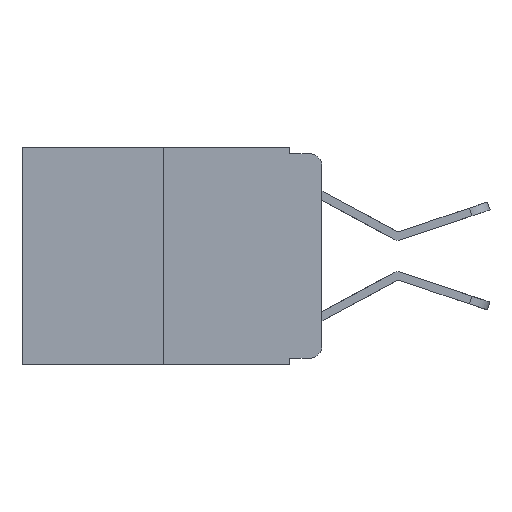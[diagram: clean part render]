
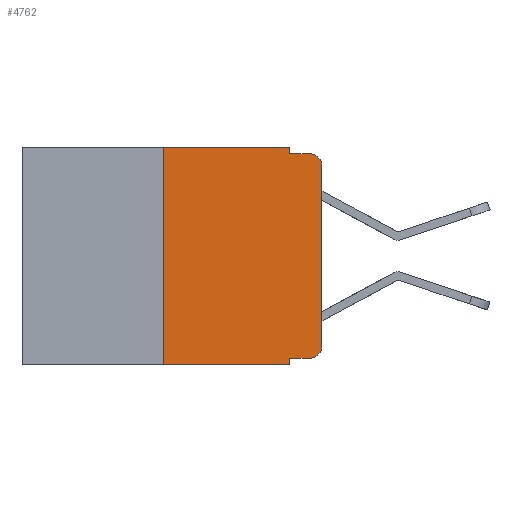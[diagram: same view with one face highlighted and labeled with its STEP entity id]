
A CAD part, left-side view. The second image highlights one B-rep face of the part: STEP entity #4762.
In plain terms, the highlighted planar face has unit normal (-1, 0, 0).
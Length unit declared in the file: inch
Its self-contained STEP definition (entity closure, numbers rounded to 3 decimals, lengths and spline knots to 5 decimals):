
#154 = VERTEX_POINT ( 'NONE', #11755 ) ;
#255 = ORIENTED_EDGE ( 'NONE', *, *, #2587, .F. ) ;
#585 = VECTOR ( 'NONE', #7346, 39.37008 ) ;
#925 = EDGE_CURVE ( 'NONE', #154, #6047, #6456, .T. ) ;
#1573 = AXIS2_PLACEMENT_3D ( 'NONE', #10274, #12414, #12367 ) ;
#1652 = CIRCLE ( 'NONE', #5995, 0.02 ) ;
#1791 = VECTOR ( 'NONE', #4135, 39.37008 ) ;
#1859 = EDGE_CURVE ( 'NONE', #13211, #1899, #7384, .T. ) ;
#1899 = VERTEX_POINT ( 'NONE', #13302 ) ;
#1957 = CARTESIAN_POINT ( 'NONE',  ( 0., 0.051, -0.01 ) ) ;
#2002 = CARTESIAN_POINT ( 'NONE',  ( 0., 0., -0.313 ) ) ;
#2506 = CARTESIAN_POINT ( 'NONE',  ( 0., 0.02, -0.01 ) ) ;
#2587 = EDGE_CURVE ( 'NONE', #2703, #9517, #2877, .T. ) ;
#2657 = EDGE_LOOP ( 'NONE', ( #4521, #4708, #5113, #5204, #9392, #255, #6448, #4381, #4841, #2982 ) ) ;
#2703 = VERTEX_POINT ( 'NONE', #7412 ) ;
#2838 = EDGE_CURVE ( 'NONE', #6915, #5696, #9435, .T. ) ;
#2877 = LINE ( 'NONE', #10158, #10564 ) ;
#2982 = ORIENTED_EDGE ( 'NONE', *, *, #11894, .T. ) ;
#2992 = EDGE_CURVE ( 'NONE', #1899, #5696, #12195, .T. ) ;
#3018 = EDGE_CURVE ( 'NONE', #2703, #6047, #9269, .T. ) ;
#3044 = DIRECTION ( 'NONE',  ( 0., 0., 1. ) ) ;
#3669 = CARTESIAN_POINT ( 'NONE',  ( 0., 0., -0.03 ) ) ;
#3733 = CARTESIAN_POINT ( 'NONE',  ( 0., 0.02, -0.03 ) ) ;
#3761 = CARTESIAN_POINT ( 'NONE',  ( 0., 0.051, 0. ) ) ;
#4135 = DIRECTION ( 'NONE',  ( 0., -1., 0. ) ) ;
#4258 = DIRECTION ( 'NONE',  ( 0., 0., -1. ) ) ;
#4381 = ORIENTED_EDGE ( 'NONE', *, *, #925, .F. ) ;
#4452 = VERTEX_POINT ( 'NONE', #6449 ) ;
#4521 = ORIENTED_EDGE ( 'NONE', *, *, #9962, .T. ) ;
#4708 = ORIENTED_EDGE ( 'NONE', *, *, #2838, .T. ) ;
#4762 = ADVANCED_FACE ( 'NONE', ( #13224 ), #8658, .F. ) ;
#4809 = DIRECTION ( 'NONE',  ( -1., 0., 0. ) ) ;
#4841 = ORIENTED_EDGE ( 'NONE', *, *, #13514, .T. ) ;
#5113 = ORIENTED_EDGE ( 'NONE', *, *, #2992, .F. ) ;
#5204 = ORIENTED_EDGE ( 'NONE', *, *, #1859, .F. ) ;
#5696 = VERTEX_POINT ( 'NONE', #2506 ) ;
#5763 = DIRECTION ( 'NONE',  ( 0., -1., 0. ) ) ;
#5766 = VECTOR ( 'NONE', #5763, 39.37008 ) ;
#5924 = CARTESIAN_POINT ( 'NONE',  ( 0., 0.473, 0. ) ) ;
#5995 = AXIS2_PLACEMENT_3D ( 'NONE', #10948, #4809, #11891 ) ;
#6047 = VERTEX_POINT ( 'NONE', #13628 ) ;
#6448 = ORIENTED_EDGE ( 'NONE', *, *, #3018, .T. ) ;
#6449 = CARTESIAN_POINT ( 'NONE',  ( 0., 0.02, -0.333 ) ) ;
#6456 = LINE ( 'NONE', #11079, #12418 ) ;
#6634 = DIRECTION ( 'NONE',  ( 0., 0., -1. ) ) ;
#6849 = VECTOR ( 'NONE', #9104, 39.37008 ) ;
#6865 = AXIS2_PLACEMENT_3D ( 'NONE', #3733, #13708, #4258 ) ;
#6872 = CARTESIAN_POINT ( 'NONE',  ( 0., 0.051, 0. ) ) ;
#6915 = VERTEX_POINT ( 'NONE', #3669 ) ;
#7346 = DIRECTION ( 'NONE',  ( 0., -1., 0. ) ) ;
#7384 = LINE ( 'NONE', #3761, #12398 ) ;
#7412 = CARTESIAN_POINT ( 'NONE',  ( 0., 0.25, -0.343 ) ) ;
#7715 = DIRECTION ( 'NONE',  ( 0., 0., -1. ) ) ;
#7911 = CARTESIAN_POINT ( 'NONE',  ( 0., 0., 0. ) ) ;
#7929 = CARTESIAN_POINT ( 'NONE',  ( 0., 0.25, 0. ) ) ;
#8658 = PLANE ( 'NONE',  #1573 ) ;
#8957 = EDGE_CURVE ( 'NONE', #9517, #13211, #11155, .T. ) ;
#9104 = DIRECTION ( 'NONE',  ( 0., -1., 0. ) ) ;
#9112 = VERTEX_POINT ( 'NONE', #2002 ) ;
#9269 = LINE ( 'NONE', #10823, #585 ) ;
#9392 = ORIENTED_EDGE ( 'NONE', *, *, #8957, .F. ) ;
#9435 = CIRCLE ( 'NONE', #6865, 0.02 ) ;
#9517 = VERTEX_POINT ( 'NONE', #7929 ) ;
#9962 = EDGE_CURVE ( 'NONE', #9112, #6915, #12623, .T. ) ;
#10061 = VECTOR ( 'NONE', #10953, 39.37008 ) ;
#10158 = CARTESIAN_POINT ( 'NONE',  ( 0., 0.25, 0. ) ) ;
#10274 = CARTESIAN_POINT ( 'NONE',  ( 0., 0.473, 0. ) ) ;
#10564 = VECTOR ( 'NONE', #3044, 39.37008 ) ;
#10823 = CARTESIAN_POINT ( 'NONE',  ( 0., 0.473, -0.343 ) ) ;
#10948 = CARTESIAN_POINT ( 'NONE',  ( 0., 0.02, -0.313 ) ) ;
#10953 = DIRECTION ( 'NONE',  ( 0., 0., 1. ) ) ;
#11079 = CARTESIAN_POINT ( 'NONE',  ( 0., 0.051, 0. ) ) ;
#11155 = LINE ( 'NONE', #5924, #5766 ) ;
#11755 = CARTESIAN_POINT ( 'NONE',  ( 0., 0.051, -0.333 ) ) ;
#11891 = DIRECTION ( 'NONE',  ( 0., 0., -1. ) ) ;
#11894 = EDGE_CURVE ( 'NONE', #4452, #9112, #1652, .T. ) ;
#12195 = LINE ( 'NONE', #1957, #6849 ) ;
#12367 = DIRECTION ( 'NONE',  ( 0., 0., -1. ) ) ;
#12398 = VECTOR ( 'NONE', #6634, 39.37008 ) ;
#12414 = DIRECTION ( 'NONE',  ( 1., 0., 0. ) ) ;
#12418 = VECTOR ( 'NONE', #7715, 39.37008 ) ;
#12623 = LINE ( 'NONE', #7911, #10061 ) ;
#12843 = LINE ( 'NONE', #13251, #1791 ) ;
#13211 = VERTEX_POINT ( 'NONE', #6872 ) ;
#13224 = FACE_OUTER_BOUND ( 'NONE', #2657, .T. ) ;
#13251 = CARTESIAN_POINT ( 'NONE',  ( 0., 0.051, -0.333 ) ) ;
#13302 = CARTESIAN_POINT ( 'NONE',  ( 0., 0.051, -0.01 ) ) ;
#13514 = EDGE_CURVE ( 'NONE', #154, #4452, #12843, .T. ) ;
#13628 = CARTESIAN_POINT ( 'NONE',  ( 0., 0.051, -0.343 ) ) ;
#13708 = DIRECTION ( 'NONE',  ( -1., 0., 0. ) ) ;
